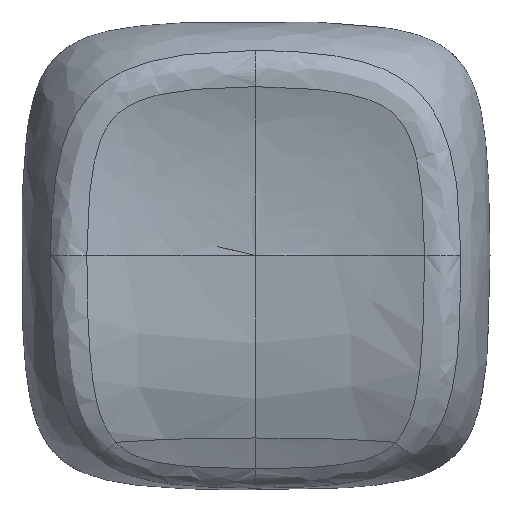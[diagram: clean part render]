
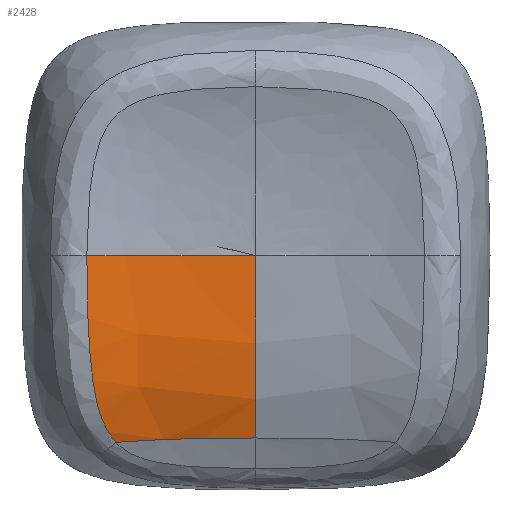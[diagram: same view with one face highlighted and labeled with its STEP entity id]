
A CAD part, top view. The second image highlights one B-rep face of the part: STEP entity #2428.
In plain terms, the highlighted free-form (B-spline) face has degree [3, 3] with [5, 5] control points.
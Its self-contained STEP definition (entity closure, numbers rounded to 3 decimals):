
#18=(
BOUNDED_CURVE()
B_SPLINE_CURVE(5,(#18322,#18323,#18324,#18325,#18326,#18327,#18328,#18329,
#18330,#18331),.UNSPECIFIED.,.F.,.F.)
B_SPLINE_CURVE_WITH_KNOTS((6,1,1,1,1,6),(0.176,0.2,0.4,0.6,
0.8,1.),.UNSPECIFIED.)
CURVE()
GEOMETRIC_REPRESENTATION_ITEM()
RATIONAL_B_SPLINE_CURVE((1.,1.,1.,1.,1.,1.,1.,1.,1.,1.))
REPRESENTATION_ITEM('')
);
#19=(
BOUNDED_CURVE()
B_SPLINE_CURVE(5,(#19377,#19378,#19379,#19380,#19381,#19382,#19383,#19384,
#19385),.UNSPECIFIED.,.F.,.F.)
B_SPLINE_CURVE_WITH_KNOTS((6,1,1,1,6),(0.39,0.4,0.6,0.8,1.),
 .UNSPECIFIED.)
CURVE()
GEOMETRIC_REPRESENTATION_ITEM()
RATIONAL_B_SPLINE_CURVE((1.,1.,1.,1.,1.,1.,1.,1.,1.))
REPRESENTATION_ITEM('')
);
#306=FACE_OUTER_BOUND('',#461,.T.);
#461=EDGE_LOOP('',(#2153,#2154,#2155,#2156));
#782=B_SPLINE_CURVE_WITH_KNOTS('',3,(#17962,#17963,#17964,#17965,#17966,
#17967,#17968,#17969),.UNSPECIFIED.,.F.,.F.,(4,1,1,1,1,4),(0.,0.102,
0.204,0.305,0.509,0.713),
 .UNSPECIFIED.);
#785=B_SPLINE_CURVE_WITH_KNOTS('',3,(#18228,#18229,#18230,#18231,#18232),
 .UNSPECIFIED.,.F.,.F.,(4,1,4),(0.,0.571,1.),.UNSPECIFIED.);
#1009=VERTEX_POINT('',#17661);
#1016=VERTEX_POINT('',#17897);
#1019=VERTEX_POINT('',#18216);
#1020=VERTEX_POINT('',#18227);
#1389=EDGE_CURVE('',#1016,#1009,#782,.T.);
#1393=EDGE_CURVE('',#1019,#1020,#785,.T.);
#1396=EDGE_CURVE('',#1009,#1019,#18,.T.);
#1401=EDGE_CURVE('',#1016,#1020,#19,.T.);
#2153=ORIENTED_EDGE('',*,*,#1389,.F.);
#2154=ORIENTED_EDGE('',*,*,#1401,.T.);
#2155=ORIENTED_EDGE('',*,*,#1393,.F.);
#2156=ORIENTED_EDGE('',*,*,#1396,.F.);
#2276=B_SPLINE_SURFACE_WITH_KNOTS('',3,3,((#19352,#19353,#19354,#19355,
#19356),(#19357,#19358,#19359,#19360,#19361),(#19362,#19363,#19364,#19365,
#19366),(#19367,#19368,#19369,#19370,#19371),(#19372,#19373,#19374,#19375,
#19376)),.UNSPECIFIED.,.F.,.F.,.F.,(4,1,4),(4,1,4),(0.176,0.529,
1.),(0.,0.571,1.),.UNSPECIFIED.);
#2428=ADVANCED_FACE('',(#306),#2276,.F.);
#17661=CARTESIAN_POINT('',(-6.484,0.,5.536));
#17897=CARTESIAN_POINT('',(-5.372,-7.167,4.215));
#17962=CARTESIAN_POINT('Ctrl Pts',(-5.372,-7.167,4.215));
#17963=CARTESIAN_POINT('Ctrl Pts',(-5.587,-6.925,
4.362));
#17964=CARTESIAN_POINT('Ctrl Pts',(-5.929,-6.336,
4.66));
#17965=CARTESIAN_POINT('Ctrl Pts',(-6.188,-5.32,
5.003));
#17966=CARTESIAN_POINT('Ctrl Pts',(-6.379,-3.873,
5.326));
#17967=CARTESIAN_POINT('Ctrl Pts',(-6.461,-2.09,
5.504));
#17968=CARTESIAN_POINT('Ctrl Pts',(-6.484,-0.694,
5.536));
#17969=CARTESIAN_POINT('Ctrl Pts',(-6.484,0.,
5.536));
#18216=CARTESIAN_POINT('',(0.,0.,4.8));
#18227=CARTESIAN_POINT('',(0.,-7.,3.8));
#18228=CARTESIAN_POINT('Ctrl Pts',(0.,0.,
4.8));
#18229=CARTESIAN_POINT('Ctrl Pts',(0.,-2.41,
4.8));
#18230=CARTESIAN_POINT('Ctrl Pts',(0.,-4.949,
4.503));
#18231=CARTESIAN_POINT('Ctrl Pts',(0.,-6.448,
4.022));
#18232=CARTESIAN_POINT('Ctrl Pts',(0.,-7.,
3.8));
#18322=CARTESIAN_POINT('Ctrl Pts',(-6.484,0.,
5.536));
#18323=CARTESIAN_POINT('Ctrl Pts',(-6.462,0.,
5.529));
#18324=CARTESIAN_POINT('Ctrl Pts',(-6.25,0.,
5.465));
#18325=CARTESIAN_POINT('Ctrl Pts',(-5.83,0.,
5.347));
#18326=CARTESIAN_POINT('Ctrl Pts',(-5.151,0.,
5.184));
#18327=CARTESIAN_POINT('Ctrl Pts',(-4.1,0.,
4.995));
#18328=CARTESIAN_POINT('Ctrl Pts',(-2.767,0.,
4.864));
#18329=CARTESIAN_POINT('Ctrl Pts',(-1.503,0.,
4.812));
#18330=CARTESIAN_POINT('Ctrl Pts',(-0.524,0.,
4.8));
#18331=CARTESIAN_POINT('Ctrl Pts',(0.,0.,
4.8));
#19352=CARTESIAN_POINT('Ctrl Pts',(-6.484,0.,
5.536));
#19353=CARTESIAN_POINT('Ctrl Pts',(-6.484,-2.442,
5.536));
#19354=CARTESIAN_POINT('Ctrl Pts',(-6.484,-5.091,
5.232));
#19355=CARTESIAN_POINT('Ctrl Pts',(-6.484,-6.677,
4.724));
#19356=CARTESIAN_POINT('Ctrl Pts',(-6.484,-7.275,
4.483));
#19357=CARTESIAN_POINT('Ctrl Pts',(-5.932,0.,
5.367));
#19358=CARTESIAN_POINT('Ctrl Pts',(-5.932,-2.435,
5.367));
#19359=CARTESIAN_POINT('Ctrl Pts',(-5.932,-5.059,
5.064));
#19360=CARTESIAN_POINT('Ctrl Pts',(-5.932,-6.624,4.563));
#19361=CARTESIAN_POINT('Ctrl Pts',(-5.932,-7.212,
4.326));
#19362=CARTESIAN_POINT('Ctrl Pts',(-4.475,0.,
5.001));
#19363=CARTESIAN_POINT('Ctrl Pts',(-4.475,-2.419,
5.001));
#19364=CARTESIAN_POINT('Ctrl Pts',(-4.475,-4.988,4.702));
#19365=CARTESIAN_POINT('Ctrl Pts',(-4.475,-6.51,
4.214));
#19366=CARTESIAN_POINT('Ctrl Pts',(-4.475,-7.075,
3.987));
#19367=CARTESIAN_POINT('Ctrl Pts',(-2.054,0.,
4.8));
#19368=CARTESIAN_POINT('Ctrl Pts',(-2.054,-2.41,
4.8));
#19369=CARTESIAN_POINT('Ctrl Pts',(-2.054,-4.949,
4.503));
#19370=CARTESIAN_POINT('Ctrl Pts',(-2.054,-6.448,
4.022));
#19371=CARTESIAN_POINT('Ctrl Pts',(-2.054,-7.,
3.8));
#19372=CARTESIAN_POINT('Ctrl Pts',(0.,0.,
4.8));
#19373=CARTESIAN_POINT('Ctrl Pts',(0.,-2.41,
4.8));
#19374=CARTESIAN_POINT('Ctrl Pts',(0.,-4.949,
4.503));
#19375=CARTESIAN_POINT('Ctrl Pts',(0.,-6.448,
4.022));
#19376=CARTESIAN_POINT('Ctrl Pts',(0.,-7.,
3.8));
#19377=CARTESIAN_POINT('Ctrl Pts',(-5.372,-7.167,4.215));
#19378=CARTESIAN_POINT('Ctrl Pts',(-5.361,-7.166,4.212));
#19379=CARTESIAN_POINT('Ctrl Pts',(-5.118,-7.146,
4.164));
#19380=CARTESIAN_POINT('Ctrl Pts',(-4.618,-7.11,4.073));
#19381=CARTESIAN_POINT('Ctrl Pts',(-3.783,-7.061,
3.952));
#19382=CARTESIAN_POINT('Ctrl Pts',(-2.767,-7.024,
3.86));
#19383=CARTESIAN_POINT('Ctrl Pts',(-1.503,-7.004,
3.811));
#19384=CARTESIAN_POINT('Ctrl Pts',(-0.524,-7.,
3.8));
#19385=CARTESIAN_POINT('Ctrl Pts',(0.,-7.,
3.8));
